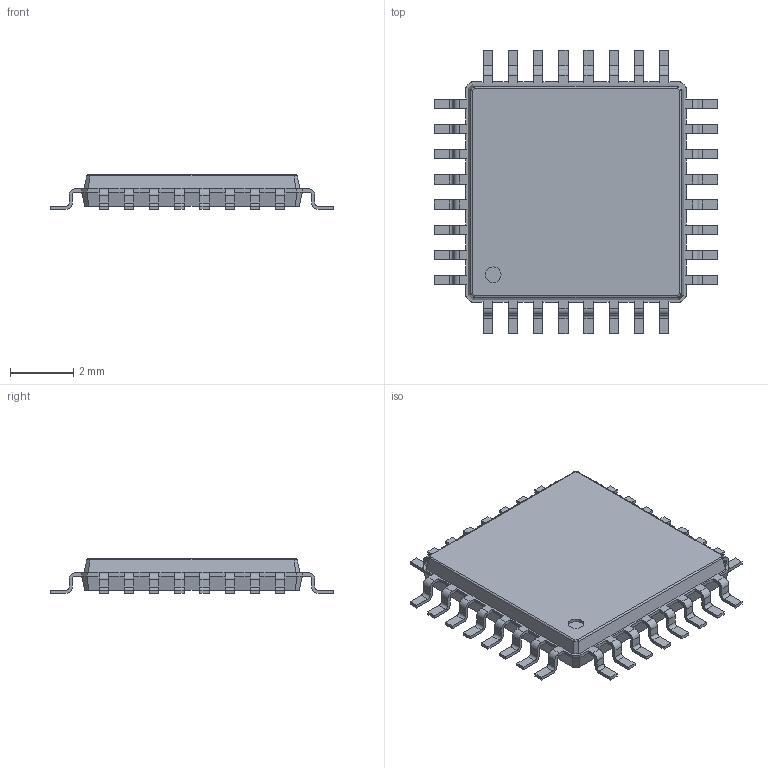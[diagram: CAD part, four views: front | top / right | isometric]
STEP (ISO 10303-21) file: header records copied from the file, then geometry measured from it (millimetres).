
FILE_DESCRIPTION(('FreeCAD Model'),'2;1');
FILE_NAME('qfp32_7x7_p08.step','2016-10-12T13:39:02',( 'Author'),(''),'Open CASCADE STEP processor 6.8','FreeCAD','Unknown' );
FILE_SCHEMA(('AUTOMOTIVE_DESIGN_CC2 { 1 2 10303 214 -1 1 5 4 }'));
Length unit declared in the file: millimetre
Products named in the file (2): ASSEMBLY; qfp32_7x7_p08
Assembly tree (1 placements, depth 2):
  ASSEMBLY
    qfp32_7x7_p08
Bounding box: 9 x 9 x 1.1 mm (x, y, z)
Volume: 48.2 mm3; surface area: 156.5 mm2
Topology: 1 solids, 1 shells, 524 faces, 1403 edges, 882 vertices
Faces by surface type: plane 331, cylinder 129, bspline 64
Full cylindrical faces by diameter (mm): 0.5 x1
Entity records: 43281 total; most frequent: CARTESIAN_POINT 12061, DIRECTION 4982, LINE 3413, VECTOR 3413, ORIENTED_EDGE 2806, PCURVE 2806, DEFINITIONAL_REPRESENTATION 2806, EDGE_CURVE 1403
